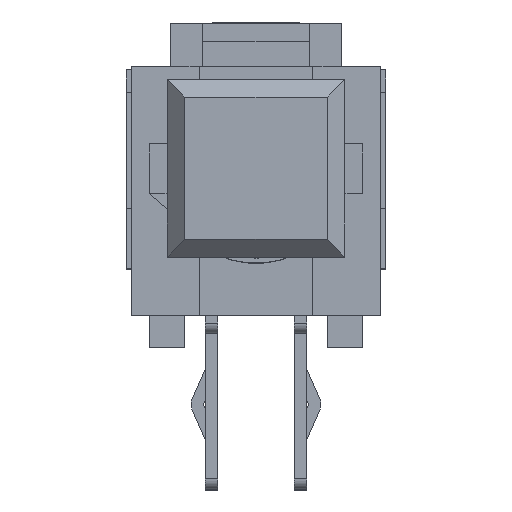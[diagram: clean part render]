
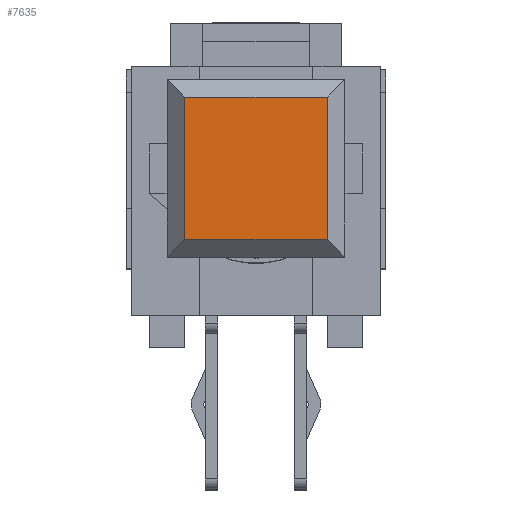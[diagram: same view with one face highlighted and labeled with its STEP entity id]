
A CAD part, top view. The second image highlights one B-rep face of the part: STEP entity #7635.
In plain terms, the highlighted planar face has unit normal (0, 0, 1).
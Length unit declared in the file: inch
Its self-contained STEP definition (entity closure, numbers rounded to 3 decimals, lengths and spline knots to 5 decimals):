
#180=FACE_OUTER_BOUND('',#575,.T.);
#575=EDGE_LOOP('',(#5245,#5246,#5247,#5248));
#1201=LINE('',#11153,#2207);
#1205=LINE('',#11161,#2211);
#1208=LINE('',#11167,#2214);
#1211=LINE('',#11172,#2217);
#2207=VECTOR('',#8764,0.3937);
#2211=VECTOR('',#8770,0.3937);
#2214=VECTOR('',#8775,0.3937);
#2217=VECTOR('',#8780,0.3937);
#3209=VERTEX_POINT('',#11151);
#3210=VERTEX_POINT('',#11152);
#3213=VERTEX_POINT('',#11160);
#3215=VERTEX_POINT('',#11166);
#3995=EDGE_CURVE('',#3209,#3210,#1201,.T.);
#3999=EDGE_CURVE('',#3210,#3213,#1205,.T.);
#4002=EDGE_CURVE('',#3213,#3215,#1208,.T.);
#4005=EDGE_CURVE('',#3215,#3209,#1211,.T.);
#5245=ORIENTED_EDGE('',*,*,#3995,.F.);
#5246=ORIENTED_EDGE('',*,*,#4005,.F.);
#5247=ORIENTED_EDGE('',*,*,#4002,.F.);
#5248=ORIENTED_EDGE('',*,*,#3999,.F.);
#7295=PLANE('',#8066);
#7635=ADVANCED_FACE('',(#180),#7295,.T.);
#8066=AXIS2_PLACEMENT_3D('',#11180,#8790,#8791);
#8764=DIRECTION('',(0.,-1.,0.));
#8770=DIRECTION('',(-1.,0.,0.));
#8775=DIRECTION('',(0.,1.,0.));
#8780=DIRECTION('',(1.,0.,0.));
#8790=DIRECTION('center_axis',(0.,0.,
1.));
#8791=DIRECTION('ref_axis',(1.,0.,0.));
#11151=CARTESIAN_POINT('',(0.07874,0.07874,0.62402));
#11152=CARTESIAN_POINT('',(0.07874,-0.07874,0.62402));
#11153=CARTESIAN_POINT('',(0.07874,0.04921,0.62402));
#11160=CARTESIAN_POINT('',(-0.07874,-0.07874,0.62402));
#11161=CARTESIAN_POINT('',(0.04921,-0.07874,0.62402));
#11166=CARTESIAN_POINT('',(-0.07874,0.07874,0.62402));
#11167=CARTESIAN_POINT('',(-0.07874,-0.04921,0.62402));
#11172=CARTESIAN_POINT('',(-0.04921,0.07874,0.62402));
#11180=CARTESIAN_POINT('Origin',(0.,0.,
0.62402));
